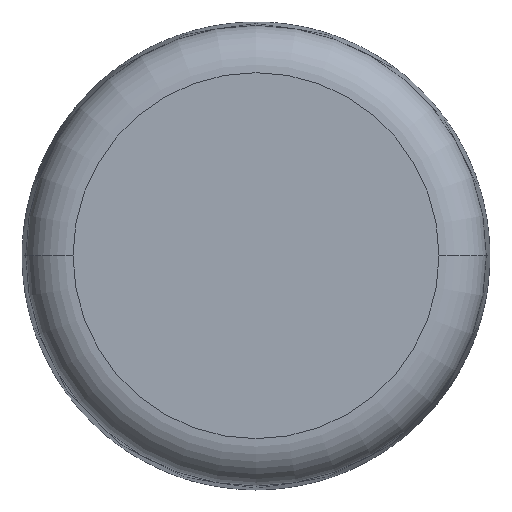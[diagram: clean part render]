
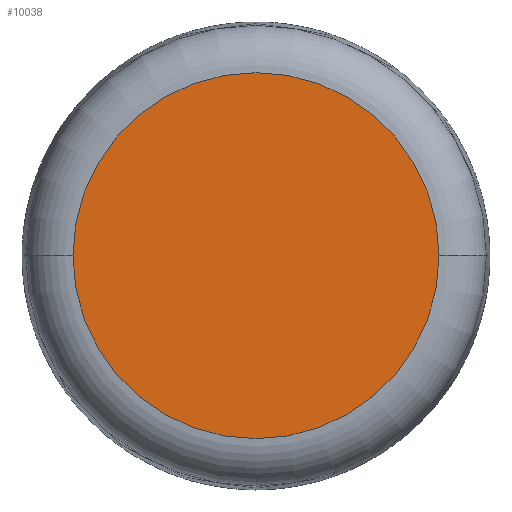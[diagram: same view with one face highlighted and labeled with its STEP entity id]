
A CAD part, top view. The second image highlights one B-rep face of the part: STEP entity #10038.
In plain terms, the highlighted face is planar.
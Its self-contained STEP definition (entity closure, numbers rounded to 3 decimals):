
#5295=CARTESIAN_POINT('',(0.,13.1,0.));
#5296=DIRECTION('',(0.,-1.,0.));
#5297=DIRECTION('',(-1.,0.,0.));
#5298=AXIS2_PLACEMENT_3D('',#5295,#5296,#5297);
#5300=CARTESIAN_POINT('',(0.,13.1,0.));
#5301=DIRECTION('',(0.,-1.,0.));
#5302=DIRECTION('',(1.,0.,0.));
#5303=AXIS2_PLACEMENT_3D('',#5300,#5301,#5302);
#5697=CARTESIAN_POINT('',(-11.62,13.1,0.));
#5698=CARTESIAN_POINT('',(11.62,13.1,0.));
#5699=VERTEX_POINT('',#5697);
#5700=VERTEX_POINT('',#5698);
#10029=CARTESIAN_POINT('',(0.,13.1,0.));
#10030=DIRECTION('',(0.,-1.,0.));
#10031=DIRECTION('',(1.,0.,0.));
#10032=AXIS2_PLACEMENT_3D('',#10029,#10030,#10031);
#10033=PLANE('',#10032);
#10034=ORIENTED_EDGE('',*,*,#10023,.T.);
#10035=ORIENTED_EDGE('',*,*,#10009,.T.);
#10036=EDGE_LOOP('',(#10034,#10035));
#10037=FACE_OUTER_BOUND('',#10036,.F.);
#5299=CIRCLE('',#5298,11.62);
#5304=CIRCLE('',#5303,11.62);
#10009=EDGE_CURVE('',#5700,#5699,#5304,.T.);
#10023=EDGE_CURVE('',#5699,#5700,#5299,.T.);
#10038=ADVANCED_FACE('',(#10037),#10033,.F.);
